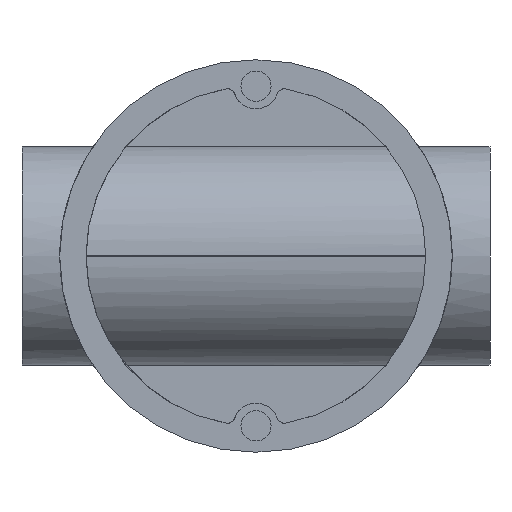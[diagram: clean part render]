
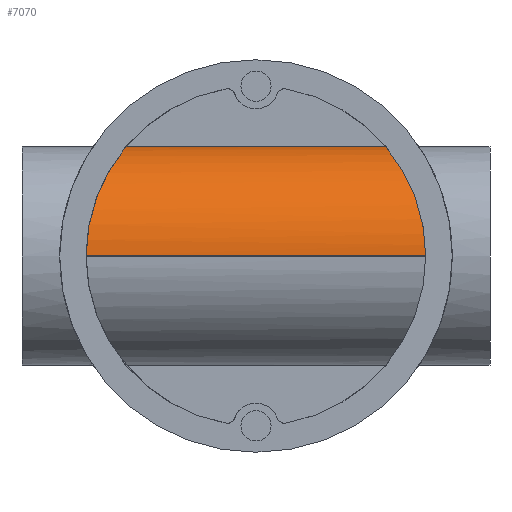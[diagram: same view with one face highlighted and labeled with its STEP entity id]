
A CAD part, front view. The second image highlights one B-rep face of the part: STEP entity #7070.
In plain terms, the highlighted cylindrical face has radius 14.656 mm (diameter 29.312 mm), a partial arc.
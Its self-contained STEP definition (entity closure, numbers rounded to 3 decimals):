
#2 = EDGE_CURVE ( 'NONE', #7445, #3257, #2261, .T. ) ;
#66 = DIRECTION ( 'NONE',  ( 1., 0., 0. ) ) ;
#121 = CARTESIAN_POINT ( 'NONE',  ( 22.465, -20.294, 14.367 ) ) ;
#272 = CARTESIAN_POINT ( 'NONE',  ( -13.037, -23.605, 13.234 ) ) ;
#425 = CARTESIAN_POINT ( 'NONE',  ( -12.167, -20.286, 14.347 ) ) ;
#462 = DIRECTION ( 'NONE',  ( -1., 0., 0. ) ) ;
#582 = ORIENTED_EDGE ( 'NONE', *, *, #4053, .F. ) ;
#711 = B_SPLINE_CURVE_WITH_KNOTS ( 'NONE', 3,
 ( #3103, #121, #3993, #5627, #781, #7744, #3766, #5008, #7544, #2632, #5163, #6527, #7699, #2015, #3058, #4542, #2054, #5585, #4581, #1439, #6482, #1561, #3452, #1671 ),
 .UNSPECIFIED., .F., .F.,
 ( 4, 2, 2, 2, 2, 2, 2, 2, 2, 2, 2, 4 ),
 ( 0., 0.003, 0.004, 0.005, 0.008, 0.011, 0.013, 0.015, 0.016, 0.019, 0.02, 0.021 ),
 .UNSPECIFIED. ) ;
#781 = CARTESIAN_POINT ( 'NONE',  ( 23.09, -22.783, 13.579 ) ) ;
#939 = CARTESIAN_POINT ( 'NONE',  ( 27.648, -31.9, 0.003 ) ) ;
#1008 = CYLINDRICAL_SURFACE ( 'NONE', #4493, 14.656 ) ;
#1239 = ORIENTED_EDGE ( 'NONE', *, *, #3967, .F. ) ;
#1367 = EDGE_LOOP ( 'NONE', ( #5131, #7630, #582, #1239 ) ) ;
#1439 = CARTESIAN_POINT ( 'NONE',  ( 27.538, -31.732, 2.263 ) ) ;
#1475 = CARTESIAN_POINT ( 'NONE',  ( -16.902, -31.229, 4.409 ) ) ;
#1519 = CARTESIAN_POINT ( 'NONE',  ( -14.543, -27.112, 10.873 ) ) ;
#1561 = CARTESIAN_POINT ( 'NONE',  ( 27.634, -31.879, 0.912 ) ) ;
#1671 = CARTESIAN_POINT ( 'NONE',  ( 27.648, -31.9, 0.003 ) ) ;
#1895 = VECTOR ( 'NONE', #66, 1000. ) ;
#2015 = CARTESIAN_POINT ( 'NONE',  ( 26.457, -29.999, 7.236 ) ) ;
#2054 = CARTESIAN_POINT ( 'NONE',  ( 26.927, -30.769, 5.666 ) ) ;
#2089 = CARTESIAN_POINT ( 'NONE',  ( -17.279, -31.816, 1.805 ) ) ;
#2251 = CARTESIAN_POINT ( 'NONE',  ( -12.095, -19.847, 14.434 ) ) ;
#2261 = B_SPLINE_CURVE_WITH_KNOTS ( 'NONE', 3,
 ( #5975, #7778, #2089, #4610, #3405, #1475, #6520, #2750, #2832, #7817, #5361, #4696, #4654, #7193, #1519, #6560, #5934, #272, #2790, #3485, #3561, #425, #2251, #6173 ),
 .UNSPECIFIED., .F., .F.,
 ( 4, 2, 2, 2, 2, 2, 2, 2, 2, 2, 2, 4 ),
 ( 0., 0.003, 0.004, 0.005, 0.008, 0.009, 0.011, 0.013, 0.016, 0.019, 0.02, 0.021 ),
 .UNSPECIFIED. ) ;
#2632 = CARTESIAN_POINT ( 'NONE',  ( 24.85, -27.099, 10.884 ) ) ;
#2750 = CARTESIAN_POINT ( 'NONE',  ( -16.518, -30.617, 6.064 ) ) ;
#2790 = CARTESIAN_POINT ( 'NONE',  ( -12.774, -22.823, 13.585 ) ) ;
#2832 = CARTESIAN_POINT ( 'NONE',  ( -16.283, -30.235, 6.842 ) ) ;
#3033 = CARTESIAN_POINT ( 'NONE',  ( 22.353, -19.4, 14.5 ) ) ;
#3058 = CARTESIAN_POINT ( 'NONE',  ( 26.582, -30.207, 6.856 ) ) ;
#3103 = CARTESIAN_POINT ( 'NONE',  ( 22.353, -19.4, 14.5 ) ) ;
#3257 = VERTEX_POINT ( 'NONE', #6731 ) ;
#3405 = CARTESIAN_POINT ( 'NONE',  ( -17.057, -31.471, 3.551 ) ) ;
#3452 = CARTESIAN_POINT ( 'NONE',  ( 27.648, -31.9, 0.459 ) ) ;
#3485 = CARTESIAN_POINT ( 'NONE',  ( -12.44, -21.576, 14.012 ) ) ;
#3517 = FACE_OUTER_BOUND ( 'NONE', #1367, .T. ) ;
#3561 = CARTESIAN_POINT ( 'NONE',  ( -12.339, -21.149, 14.137 ) ) ;
#3646 = DIRECTION ( 'NONE',  ( 0., -1., 0. ) ) ;
#3766 = CARTESIAN_POINT ( 'NONE',  ( 23.488, -23.961, 13.037 ) ) ;
#3811 = LINE ( 'NONE', #5722, #1895 ) ;
#3967 = EDGE_CURVE ( 'NONE', #3257, #5709, #3811, .T. ) ;
#3993 = CARTESIAN_POINT ( 'NONE',  ( 22.64, -21.148, 14.156 ) ) ;
#4021 = CARTESIAN_POINT ( 'NONE',  ( -17.334, -31.9, 0.003 ) ) ;
#4053 = EDGE_CURVE ( 'NONE', #5709, #4203, #711, .T. ) ;
#4090 = VECTOR ( 'NONE', #4487, 1000. ) ;
#4203 = VERTEX_POINT ( 'NONE', #939 ) ;
#4487 = DIRECTION ( 'NONE',  ( -1., 0., 0. ) ) ;
#4493 = AXIS2_PLACEMENT_3D ( 'NONE', #7469, #462, #3646 ) ;
#4542 = CARTESIAN_POINT ( 'NONE',  ( 26.818, -30.593, 6.07 ) ) ;
#4581 = CARTESIAN_POINT ( 'NONE',  ( 27.378, -31.483, 3.587 ) ) ;
#4610 = CARTESIAN_POINT ( 'NONE',  ( -17.122, -31.572, 3.117 ) ) ;
#4654 = CARTESIAN_POINT ( 'NONE',  ( -15.31, -28.555, 9.333 ) ) ;
#4696 = CARTESIAN_POINT ( 'NONE',  ( -15.458, -28.82, 9.002 ) ) ;
#5008 = CARTESIAN_POINT ( 'NONE',  ( 23.92, -25.085, 12.415 ) ) ;
#5116 = LINE ( 'NONE', #6314, #4090 ) ;
#5131 = ORIENTED_EDGE ( 'NONE', *, *, #2, .F. ) ;
#5163 = CARTESIAN_POINT ( 'NONE',  ( 25.169, -27.717, 10.291 ) ) ;
#5361 = CARTESIAN_POINT ( 'NONE',  ( -15.746, -29.326, 8.311 ) ) ;
#5585 = CARTESIAN_POINT ( 'NONE',  ( 27.222, -31.241, 4.437 ) ) ;
#5627 = CARTESIAN_POINT ( 'NONE',  ( 22.969, -22.38, 13.737 ) ) ;
#5709 = VERTEX_POINT ( 'NONE', #3033 ) ;
#5722 = CARTESIAN_POINT ( 'NONE',  ( 22.37, -19.4, 14.5 ) ) ;
#5934 = CARTESIAN_POINT ( 'NONE',  ( -13.607, -25.087, 12.413 ) ) ;
#5975 = CARTESIAN_POINT ( 'NONE',  ( -17.334, -31.9, 0.003 ) ) ;
#6173 = CARTESIAN_POINT ( 'NONE',  ( -12.039, -19.4, 14.5 ) ) ;
#6314 = CARTESIAN_POINT ( 'NONE',  ( -12.039, -31.9, 0.003 ) ) ;
#6482 = CARTESIAN_POINT ( 'NONE',  ( 27.58, -31.795, 1.813 ) ) ;
#6520 = CARTESIAN_POINT ( 'NONE',  ( -16.813, -31.088, 4.833 ) ) ;
#6527 = CARTESIAN_POINT ( 'NONE',  ( 25.774, -28.831, 9.018 ) ) ;
#6560 = CARTESIAN_POINT ( 'NONE',  ( -13.914, -25.789, 11.941 ) ) ;
#6706 = EDGE_CURVE ( 'NONE', #4203, #7445, #5116, .T. ) ;
#6731 = CARTESIAN_POINT ( 'NONE',  ( -12.039, -19.4, 14.5 ) ) ;
#7070 = ADVANCED_FACE ( 'NONE', ( #3517 ), #1008, .T. ) ;
#7193 = CARTESIAN_POINT ( 'NONE',  ( -14.857, -27.72, 10.288 ) ) ;
#7445 = VERTEX_POINT ( 'NONE', #4021 ) ;
#7469 = CARTESIAN_POINT ( 'NONE',  ( 22.37, -17.244, 0.003 ) ) ;
#7544 = CARTESIAN_POINT ( 'NONE',  ( 24.227, -25.785, 11.943 ) ) ;
#7630 = ORIENTED_EDGE ( 'NONE', *, *, #6706, .F. ) ;
#7699 = CARTESIAN_POINT ( 'NONE',  ( 26.062, -29.332, 8.335 ) ) ;
#7744 = CARTESIAN_POINT ( 'NONE',  ( 23.349, -23.572, 13.23 ) ) ;
#7778 = CARTESIAN_POINT ( 'NONE',  ( -17.334, -31.9, 0.913 ) ) ;
#7817 = CARTESIAN_POINT ( 'NONE',  ( -15.887, -29.566, 7.95 ) ) ;
